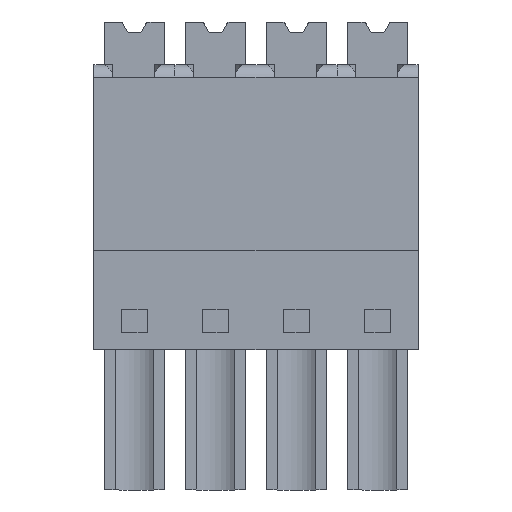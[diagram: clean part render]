
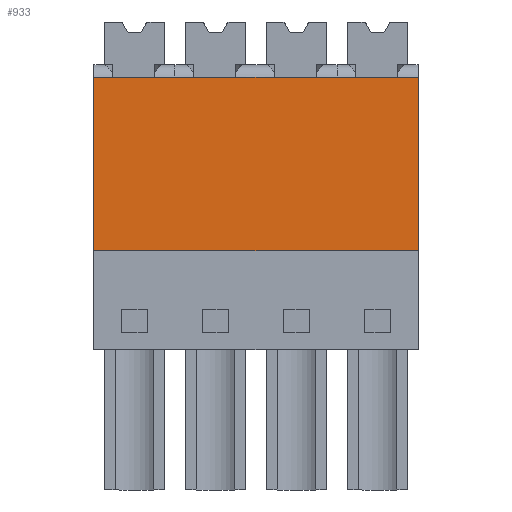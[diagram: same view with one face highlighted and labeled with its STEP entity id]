
A CAD part, front view. The second image highlights one B-rep face of the part: STEP entity #933.
In plain terms, the highlighted planar face has unit normal (0, -1, 0).
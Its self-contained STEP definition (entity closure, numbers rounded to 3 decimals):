
#913=AXIS2_PLACEMENT_3D('Plane Axis2P3D',#910,#911,#912) ;
#91=CARTESIAN_POINT('Vertex',(0.,0.,11.25)) ;
#94=CARTESIAN_POINT('Line Origine',(0.,0.,15.325)) ;
#98=CARTESIAN_POINT('Vertex',(0.,0.,19.4)) ;
#894=CARTESIAN_POINT('Vertex',(15.24,0.,11.25)) ;
#897=CARTESIAN_POINT('Line Origine',(7.62,0.,11.25)) ;
#910=CARTESIAN_POINT('Axis2P3D Location',(0.,0.,11.25)) ;
#915=CARTESIAN_POINT('Line Origine',(15.24,0.,15.325)) ;
#919=CARTESIAN_POINT('Vertex',(15.24,0.,19.4)) ;
#922=CARTESIAN_POINT('Line Origine',(7.62,0.,19.4)) ;
#95=DIRECTION('Vector Direction',(0.,0.,1.)) ;
#898=DIRECTION('Vector Direction',(1.,0.,0.)) ;
#911=DIRECTION('Axis2P3D Direction',(0.,1.,0.)) ;
#912=DIRECTION('Axis2P3D XDirection',(0.,0.,1.)) ;
#916=DIRECTION('Vector Direction',(0.,0.,1.)) ;
#923=DIRECTION('Vector Direction',(1.,0.,0.)) ;
#96=VECTOR('Line Direction',#95,1.) ;
#899=VECTOR('Line Direction',#898,1.) ;
#917=VECTOR('Line Direction',#916,1.) ;
#924=VECTOR('Line Direction',#923,1.) ;
#928=ORIENTED_EDGE('',*,*,#100,.F.) ;
#929=ORIENTED_EDGE('',*,*,#901,.T.) ;
#930=ORIENTED_EDGE('',*,*,#921,.T.) ;
#931=ORIENTED_EDGE('',*,*,#926,.F.) ;
#933=ADVANCED_FACE('HOUSING',(#932),#914,.F.) ;
#100=EDGE_CURVE('',#92,#99,#97,.T.) ;
#901=EDGE_CURVE('',#92,#895,#900,.T.) ;
#921=EDGE_CURVE('',#895,#920,#918,.T.) ;
#926=EDGE_CURVE('',#99,#920,#925,.T.) ;
#927=EDGE_LOOP('',(#928,#929,#930,#931)) ;
#932=FACE_OUTER_BOUND('',#927,.T.) ;
#97=LINE('Line',#94,#96) ;
#900=LINE('Line',#897,#899) ;
#918=LINE('Line',#915,#917) ;
#925=LINE('Line',#922,#924) ;
#914=PLANE('',#913) ;
#92=VERTEX_POINT('',#91) ;
#99=VERTEX_POINT('',#98) ;
#895=VERTEX_POINT('',#894) ;
#920=VERTEX_POINT('',#919) ;
